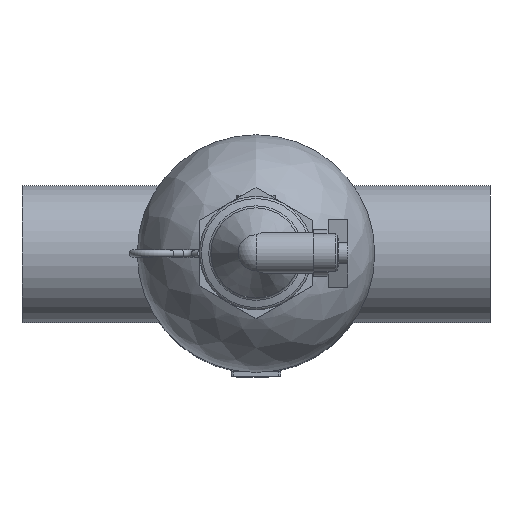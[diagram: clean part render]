
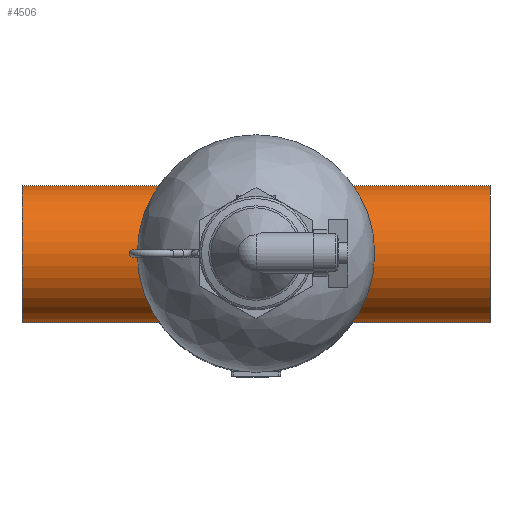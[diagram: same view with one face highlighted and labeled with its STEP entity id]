
A CAD part, top view. The second image highlights one B-rep face of the part: STEP entity #4506.
In plain terms, the highlighted cylindrical face has radius 38.05 mm (diameter 76.1 mm), a full revolution.
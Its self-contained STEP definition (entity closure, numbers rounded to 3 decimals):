
#912=CYLINDRICAL_SURFACE('',#4873,38.05);
#1031=FACE_BOUND('',#1468,.T.);
#1145=FACE_OUTER_BOUND('',#1467,.T.);
#1467=EDGE_LOOP('',(#3323));
#1468=EDGE_LOOP('',(#3324));
#1715=CIRCLE('',#4870,38.05);
#1716=CIRCLE('',#4872,38.05);
#2002=VERTEX_POINT('',#7413);
#2003=VERTEX_POINT('',#7416);
#2493=EDGE_CURVE('',#2002,#2002,#1715,.T.);
#2494=EDGE_CURVE('',#2003,#2003,#1716,.T.);
#3323=ORIENTED_EDGE('',*,*,#2493,.F.);
#3324=ORIENTED_EDGE('',*,*,#2494,.T.);
#4506=ADVANCED_FACE('',(#1145,#1031),#912,.T.);
#4870=AXIS2_PLACEMENT_3D('',#7414,#5641,#5642);
#4872=AXIS2_PLACEMENT_3D('',#7417,#5645,#5646);
#4873=AXIS2_PLACEMENT_3D('',#7418,#5647,#5648);
#5641=DIRECTION('center_axis',(1.,0.,0.));
#5642=DIRECTION('ref_axis',(0.,1.,0.));
#5645=DIRECTION('center_axis',(1.,0.,0.));
#5646=DIRECTION('ref_axis',(0.,1.,0.));
#5647=DIRECTION('center_axis',(1.,0.,0.));
#5648=DIRECTION('ref_axis',(0.,1.,0.));
#7413=CARTESIAN_POINT('',(130.,38.05,155.));
#7414=CARTESIAN_POINT('Origin',(130.,0.,155.));
#7416=CARTESIAN_POINT('',(-130.,38.05,155.));
#7417=CARTESIAN_POINT('Origin',(-130.,0.,155.));
#7418=CARTESIAN_POINT('Origin',(0.,0.,155.));
